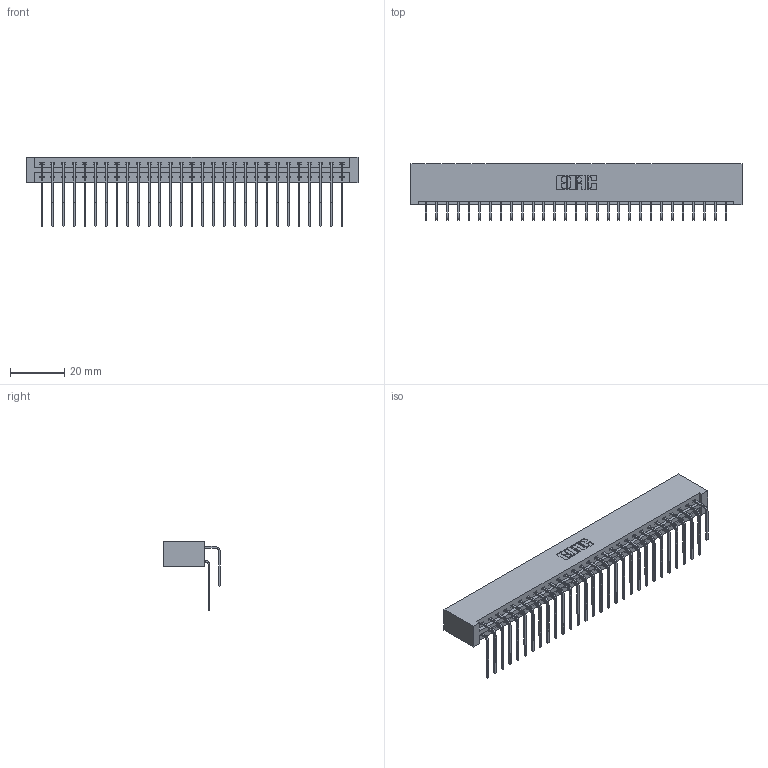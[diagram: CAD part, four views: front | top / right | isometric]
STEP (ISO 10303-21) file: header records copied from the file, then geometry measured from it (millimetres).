
FILE_DESCRIPTION (( 'STEP AP203' ), '1' );
FILE_NAME ('337-058-559-201.STEP', '2019-10-09T20:02:50', ( '' ), ( '' ), 'SwSTEP 2.0', 'SolidWorks 2016', '' );
FILE_SCHEMA (( 'CONFIG_CONTROL_DESIGN' ));
Length unit declared in the file: inch
Products named in the file (4): 337 Part_No Mounting Lugs; 345-292-001_558 559 Tail - 1; 337-058-559-201; 345-292-001_559 Tail - 2
Assembly tree (59 placements, depth 2):
  337-058-559-201
    337 Part_No Mounting Lugs
    345-292-001_558 559 Tail - 1  x29
    345-292-001_559 Tail - 2  x29
Bounding box: 122.78 x 20.9 x 25.53 mm (x, y, z)
Volume: 13862.2 mm3; surface area: 17281.1 mm2
Topology: 59 solids, 59 shells, 3354 faces, 9973 edges, 6570 vertices
Faces by surface type: plane 2386, cylinder 968
Entity records: 25673 total; most frequent: CARTESIAN_POINT 4381, ORIENTED_EDGE 4266, DIRECTION 3725, EDGE_CURVE 2133, LINE 1973, VECTOR 1973, VERTEX_POINT 1418, AXIS2_PLACEMENT_3D 876
